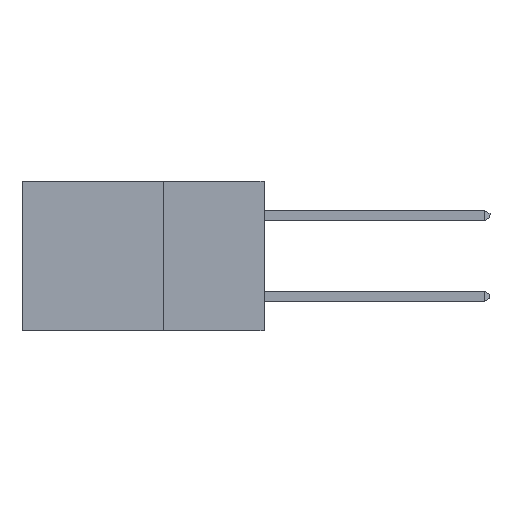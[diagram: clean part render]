
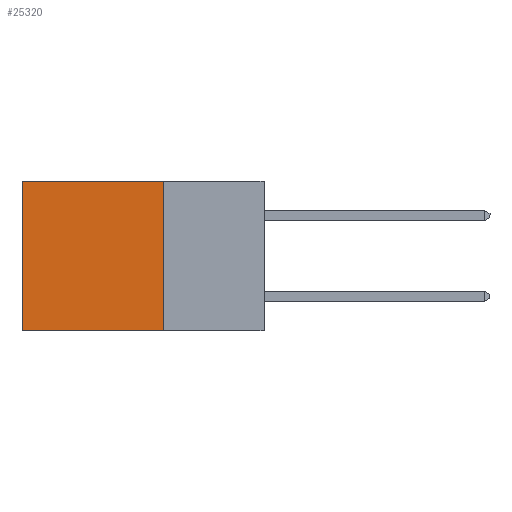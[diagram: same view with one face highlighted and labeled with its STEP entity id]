
A CAD part, left-side view. The second image highlights one B-rep face of the part: STEP entity #25320.
In plain terms, the highlighted planar face has unit normal (-1, 0, 0).
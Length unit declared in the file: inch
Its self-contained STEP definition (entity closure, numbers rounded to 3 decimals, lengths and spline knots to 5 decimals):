
#2044 = VERTEX_POINT ( 'NONE', #23155 ) ;
#3451 = DIRECTION ( 'NONE',  ( 0., 0., -1. ) ) ;
#6122 = AXIS2_PLACEMENT_3D ( 'NONE', #18299, #25767, #11157 ) ;
#7201 = VECTOR ( 'NONE', #3451, 39.37008 ) ;
#7771 = EDGE_LOOP ( 'NONE', ( #18937, #30106, #8414, #8736 ) ) ;
#8414 = ORIENTED_EDGE ( 'NONE', *, *, #10168, .F. ) ;
#8507 = VECTOR ( 'NONE', #11173, 39.37008 ) ;
#8698 = PLANE ( 'NONE',  #6122 ) ;
#8736 = ORIENTED_EDGE ( 'NONE', *, *, #13332, .T. ) ;
#10168 = EDGE_CURVE ( 'NONE', #18061, #28345, #25679, .T. ) ;
#11157 = DIRECTION ( 'NONE',  ( 0., 0., -1. ) ) ;
#11173 = DIRECTION ( 'NONE',  ( 0., 0., -1. ) ) ;
#13332 = EDGE_CURVE ( 'NONE', #18061, #2044, #23685, .T. ) ;
#15588 = CARTESIAN_POINT ( 'NONE',  ( 0.298, 0.6, 0. ) ) ;
#18061 = VERTEX_POINT ( 'NONE', #23599 ) ;
#18065 = CARTESIAN_POINT ( 'NONE',  ( 0.298, 0.6, -0.37 ) ) ;
#18299 = CARTESIAN_POINT ( 'NONE',  ( 0.298, 0.25, 0. ) ) ;
#18662 = VECTOR ( 'NONE', #23887, 39.37008 ) ;
#18816 = DIRECTION ( 'NONE',  ( 0., 1., 0. ) ) ;
#18937 = ORIENTED_EDGE ( 'NONE', *, *, #19196, .T. ) ;
#19196 = EDGE_CURVE ( 'NONE', #2044, #31102, #26620, .T. ) ;
#23155 = CARTESIAN_POINT ( 'NONE',  ( 0.298, 0.6, 0. ) ) ;
#23599 = CARTESIAN_POINT ( 'NONE',  ( 0.298, 0.25, 0. ) ) ;
#23685 = LINE ( 'NONE', #30736, #18662 ) ;
#23887 = DIRECTION ( 'NONE',  ( 0., 1., 0. ) ) ;
#24161 = LINE ( 'NONE', #25331, #29658 ) ;
#25320 = ADVANCED_FACE ( 'NONE', ( #28227 ), #8698, .F. ) ;
#25331 = CARTESIAN_POINT ( 'NONE',  ( 0.298, 0.25, -0.37 ) ) ;
#25679 = LINE ( 'NONE', #25780, #8507 ) ;
#25767 = DIRECTION ( 'NONE',  ( 1., 0., 0. ) ) ;
#25780 = CARTESIAN_POINT ( 'NONE',  ( 0.298, 0.25, 0. ) ) ;
#26620 = LINE ( 'NONE', #15588, #7201 ) ;
#28227 = FACE_OUTER_BOUND ( 'NONE', #7771, .T. ) ;
#28345 = VERTEX_POINT ( 'NONE', #28437 ) ;
#28437 = CARTESIAN_POINT ( 'NONE',  ( 0.298, 0.25, -0.37 ) ) ;
#28887 = EDGE_CURVE ( 'NONE', #28345, #31102, #24161, .T. ) ;
#29658 = VECTOR ( 'NONE', #18816, 39.37008 ) ;
#30106 = ORIENTED_EDGE ( 'NONE', *, *, #28887, .F. ) ;
#30736 = CARTESIAN_POINT ( 'NONE',  ( 0.298, 0.25, 0. ) ) ;
#31102 = VERTEX_POINT ( 'NONE', #18065 ) ;
